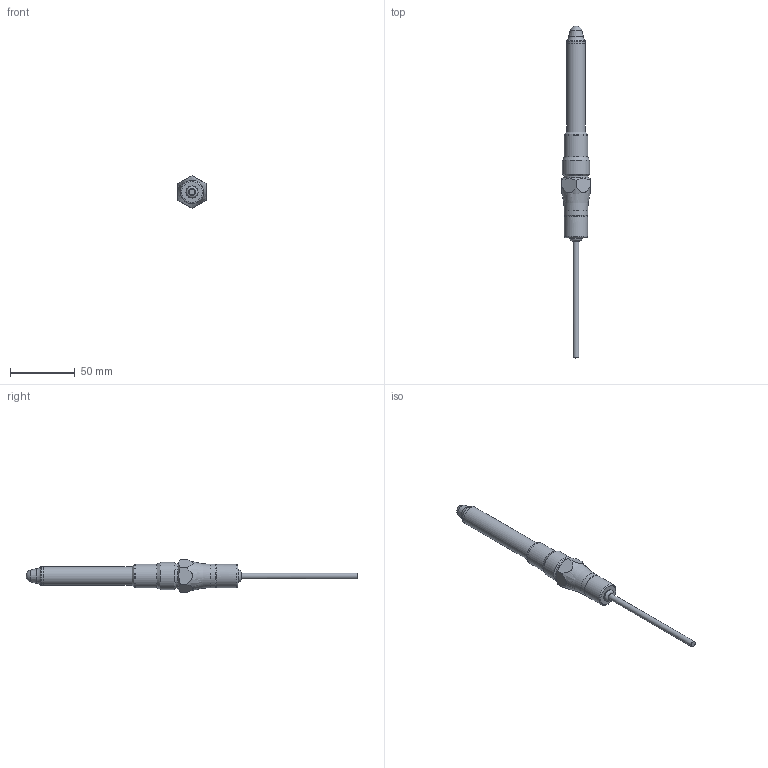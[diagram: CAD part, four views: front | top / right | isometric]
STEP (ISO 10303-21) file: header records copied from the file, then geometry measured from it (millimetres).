
FILE_DESCRIPTION( ( 'Unknown' ), '1' );
FILE_NAME( 'LBFS-x2Kxx.x.stp', 'Unknown', ( 'Unknown' ), ( 'Unknown' ), 'PSStep 15.0.49', 'Unknown', ' ' );
FILE_SCHEMA( ( 'AUTOMOTIVE_DESIGN { 1 0 10303 214 1 1 1 1 }' ) );
Length unit declared in the file: millimetre
Products named in the file (1): 11161065 04
Bounding box: 22 x 255.55 x 25.2 mm (x, y, z)
Volume: 36341.1 mm3; surface area: 12048.7 mm2
Topology: 1 solids, 3 shells, 82 faces, 186 edges, 119 vertices
Faces by surface type: cylinder 29, plane 25, torus 13, cone 12, bspline 2, sphere 1
Full cylindrical faces by diameter (mm): 2.3 x2, 4.534 x2, 6.2 x1, 9.3 x2, 12 x2, 14.5 x1, 14.549 x1, 14.6 x1, 15 x2, 15.3 x1, 15.45 x1, 15.6 x2, 16.4 x1, 18 x4, 19 x1, 20.955 x1
Entity records: 3390 total; most frequent: CARTESIAN_POINT 1230, DIRECTION 318, ORIENTED_EDGE 222, AXIS2_PLACEMENT_3D 156, EDGE_LOOP 146, FACE_OUTER_BOUND 118, EDGE_CURVE 111, VERTEX_POINT 96
